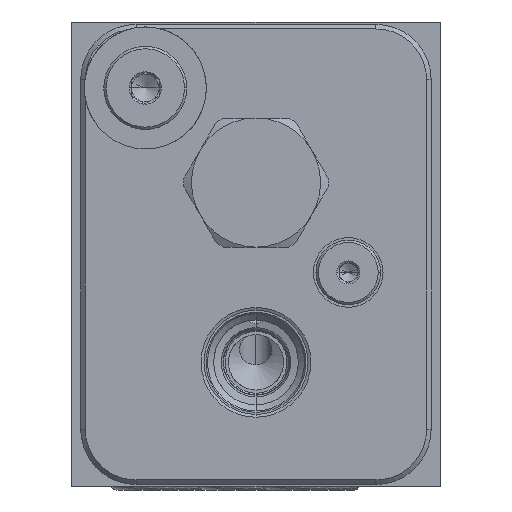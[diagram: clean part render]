
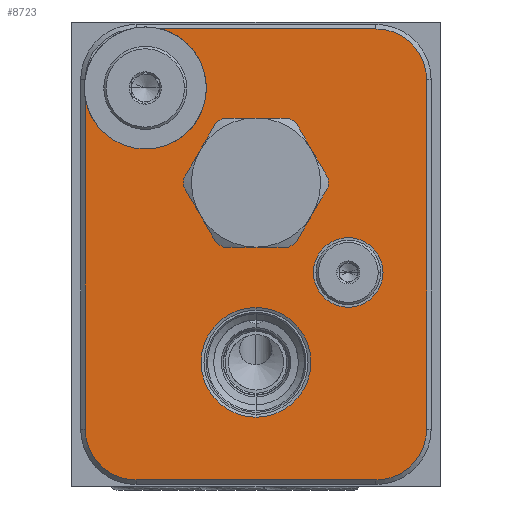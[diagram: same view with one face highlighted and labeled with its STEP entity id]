
A CAD part, front view. The second image highlights one B-rep face of the part: STEP entity #8723.
In plain terms, the highlighted planar face has unit normal (0, -1, 0).
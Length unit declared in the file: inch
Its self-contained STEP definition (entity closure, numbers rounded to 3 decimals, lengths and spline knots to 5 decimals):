
#2286=CARTESIAN_POINT('',(1.25,-7.5,0.844));
#2287=DIRECTION('',(0.,1.,0.));
#2288=DIRECTION('',(0.,0.,-1.));
#2289=AXIS2_PLACEMENT_3D('',#2286,#2287,#2288);
#2291=CARTESIAN_POINT('',(1.25,-7.5,0.844));
#2292=DIRECTION('',(0.,1.,0.));
#2293=DIRECTION('',(0.,0.,1.));
#2294=AXIS2_PLACEMENT_3D('',#2291,#2292,#2293);
#2296=CARTESIAN_POINT('',(1.25,-7.5,2.062));
#2297=DIRECTION('',(0.,1.,0.));
#2298=DIRECTION('',(0.,0.,-1.));
#2299=AXIS2_PLACEMENT_3D('',#2296,#2297,#2298);
#2301=CARTESIAN_POINT('',(1.25,-7.5,2.062));
#2302=DIRECTION('',(0.,1.,0.));
#2303=DIRECTION('',(0.,0.,1.));
#2304=AXIS2_PLACEMENT_3D('',#2301,#2302,#2303);
#2306=CARTESIAN_POINT('',(1.875,-7.5,1.453));
#2307=DIRECTION('',(0.,1.,0.));
#2308=DIRECTION('',(0.,0.,-1.));
#2309=AXIS2_PLACEMENT_3D('',#2306,#2307,#2308);
#2311=CARTESIAN_POINT('',(1.875,-7.5,1.453));
#2312=DIRECTION('',(0.,1.,0.));
#2313=DIRECTION('',(0.,0.,1.));
#2314=AXIS2_PLACEMENT_3D('',#2311,#2312,#2313);
#2316=CARTESIAN_POINT('',(0.5,-7.5,2.703));
#2317=DIRECTION('',(0.,1.,0.));
#2318=DIRECTION('',(0.,0.,-1.));
#2319=AXIS2_PLACEMENT_3D('',#2316,#2317,#2318);
#2321=CARTESIAN_POINT('',(0.5,-7.5,2.703));
#2322=DIRECTION('',(0.,1.,0.));
#2323=DIRECTION('',(0.253,0.,0.967));
#2324=AXIS2_PLACEMENT_3D('',#2321,#2322,#2323);
#4480=CARTESIAN_POINT('',(2.062,-7.5,2.759));
#4481=DIRECTION('',(0.,1.,0.));
#4482=DIRECTION('',(0.,0.,1.));
#4483=AXIS2_PLACEMENT_3D('',#4480,#4481,#4482);
#4507=DIRECTION('',(1.,0.,0.));
#4508=VECTOR('',#4507,1.4572);
#4509=CARTESIAN_POINT('',(0.6048,-7.5,3.103));
#4510=LINE('',#4509,#4508);
#4550=DIRECTION('',(0.,0.,1.));
#4551=VECTOR('',#4550,2.23897);
#4552=CARTESIAN_POINT('',(0.093,-7.5,0.391));
#4553=LINE('',#4552,#4551);
#4562=CARTESIAN_POINT('',(0.437,-7.5,0.391));
#4563=DIRECTION('',(0.,1.,0.));
#4564=DIRECTION('',(0.,0.,-1.));
#4565=AXIS2_PLACEMENT_3D('',#4562,#4563,#4564);
#4576=DIRECTION('',(-1.,0.,0.));
#4577=VECTOR('',#4576,1.625);
#4578=CARTESIAN_POINT('',(2.062,-7.5,0.047));
#4579=LINE('',#4578,#4577);
#4584=CARTESIAN_POINT('',(2.062,-7.5,0.391));
#4585=DIRECTION('',(0.,1.,0.));
#4586=DIRECTION('',(1.,0.,0.));
#4587=AXIS2_PLACEMENT_3D('',#4584,#4585,#4586);
#4602=DIRECTION('',(0.,0.,-1.));
#4603=VECTOR('',#4602,2.368);
#4604=CARTESIAN_POINT('',(2.406,-7.5,2.759));
#4605=LINE('',#4604,#4603);
#6988=CARTESIAN_POINT('',(2.062,-7.5,0.047));
#6989=CARTESIAN_POINT('',(0.437,-7.5,0.047));
#6990=VERTEX_POINT('',#6988);
#6991=VERTEX_POINT('',#6989);
#6996=CARTESIAN_POINT('',(0.093,-7.5,0.391));
#6997=VERTEX_POINT('',#6996);
#7006=CARTESIAN_POINT('',(2.062,-7.5,3.103));
#7007=CARTESIAN_POINT('',(2.406,-7.5,2.759));
#7008=VERTEX_POINT('',#7006);
#7009=VERTEX_POINT('',#7007);
#7012=CARTESIAN_POINT('',(2.406,-7.5,0.391));
#7013=VERTEX_POINT('',#7012);
#7050=CARTESIAN_POINT('',(1.25,-7.5,1.21583));
#7051=VERTEX_POINT('',#7050);
#7052=CARTESIAN_POINT('',(1.25,-7.5,0.47217));
#7053=VERTEX_POINT('',#7052);
#7122=CARTESIAN_POINT('',(1.25,-7.5,2.43383));
#7123=VERTEX_POINT('',#7122);
#7124=CARTESIAN_POINT('',(1.25,-7.5,1.69017));
#7125=VERTEX_POINT('',#7124);
#7174=CARTESIAN_POINT('',(1.875,-7.5,1.217));
#7175=CARTESIAN_POINT('',(1.875,-7.5,1.689));
#7176=VERTEX_POINT('',#7174);
#7177=VERTEX_POINT('',#7175);
#7186=CARTESIAN_POINT('',(0.5,-7.5,2.2895));
#7188=VERTEX_POINT('',#7186);
#7214=CARTESIAN_POINT('',(0.093,-7.5,2.62997));
#7215=VERTEX_POINT('',#7214);
#7220=CARTESIAN_POINT('',(0.6048,-7.5,3.103));
#7221=VERTEX_POINT('',#7220);
#8682=CARTESIAN_POINT('',(0.,-7.5,0.));
#8683=DIRECTION('',(0.,-1.,0.));
#8684=DIRECTION('',(1.,0.,0.));
#8685=AXIS2_PLACEMENT_3D('',#8682,#8683,#8684);
#8686=PLANE('',#8685);
#8687=ORIENTED_EDGE('',*,*,#8665,.F.);
#8688=ORIENTED_EDGE('',*,*,#8654,.F.);
#8690=ORIENTED_EDGE('',*,*,#8689,.T.);
#8692=ORIENTED_EDGE('',*,*,#8691,.T.);
#8694=ORIENTED_EDGE('',*,*,#8693,.T.);
#8696=ORIENTED_EDGE('',*,*,#8695,.T.);
#8698=ORIENTED_EDGE('',*,*,#8697,.T.);
#8700=ORIENTED_EDGE('',*,*,#8699,.T.);
#8702=ORIENTED_EDGE('',*,*,#8701,.T.);
#8703=EDGE_LOOP('',(#8687,#8688,#8690,#8692,#8694,#8696,#8698,#8700,#8702));
#8704=FACE_OUTER_BOUND('',#8703,.F.);
#8706=ORIENTED_EDGE('',*,*,#8705,.F.);
#8708=ORIENTED_EDGE('',*,*,#8707,.F.);
#8709=EDGE_LOOP('',(#8706,#8708));
#8710=FACE_BOUND('',#8709,.F.);
#8712=ORIENTED_EDGE('',*,*,#8711,.F.);
#8714=ORIENTED_EDGE('',*,*,#8713,.F.);
#8715=EDGE_LOOP('',(#8712,#8714));
#8716=FACE_BOUND('',#8715,.F.);
#8718=ORIENTED_EDGE('',*,*,#8717,.F.);
#8720=ORIENTED_EDGE('',*,*,#8719,.F.);
#8721=EDGE_LOOP('',(#8718,#8720));
#8722=FACE_BOUND('',#8721,.F.);
#8723=ADVANCED_FACE('',(#8704,#8710,#8716,#8722),#8686,.T.);
#2290=CIRCLE('',#2289,0.37183);
#2295=CIRCLE('',#2294,0.37183);
#2300=CIRCLE('',#2299,0.37183);
#2305=CIRCLE('',#2304,0.37183);
#2310=CIRCLE('',#2309,0.236);
#2315=CIRCLE('',#2314,0.236);
#2320=CIRCLE('',#2319,0.4135);
#2325=CIRCLE('',#2324,0.4135);
#4484=CIRCLE('',#4483,0.344);
#4566=CIRCLE('',#4565,0.344);
#4588=CIRCLE('',#4587,0.344);
#8654=EDGE_CURVE('',#7221,#7188,#2325,.T.);
#8665=EDGE_CURVE('',#7188,#7215,#2320,.T.);
#8689=EDGE_CURVE('',#7221,#7008,#4510,.T.);
#8691=EDGE_CURVE('',#7008,#7009,#4484,.T.);
#8693=EDGE_CURVE('',#7009,#7013,#4605,.T.);
#8695=EDGE_CURVE('',#7013,#6990,#4588,.T.);
#8697=EDGE_CURVE('',#6990,#6991,#4579,.T.);
#8699=EDGE_CURVE('',#6991,#6997,#4566,.T.);
#8701=EDGE_CURVE('',#6997,#7215,#4553,.T.);
#8705=EDGE_CURVE('',#7053,#7051,#2290,.T.);
#8707=EDGE_CURVE('',#7051,#7053,#2295,.T.);
#8711=EDGE_CURVE('',#7125,#7123,#2300,.T.);
#8713=EDGE_CURVE('',#7123,#7125,#2305,.T.);
#8717=EDGE_CURVE('',#7176,#7177,#2310,.T.);
#8719=EDGE_CURVE('',#7177,#7176,#2315,.T.);
